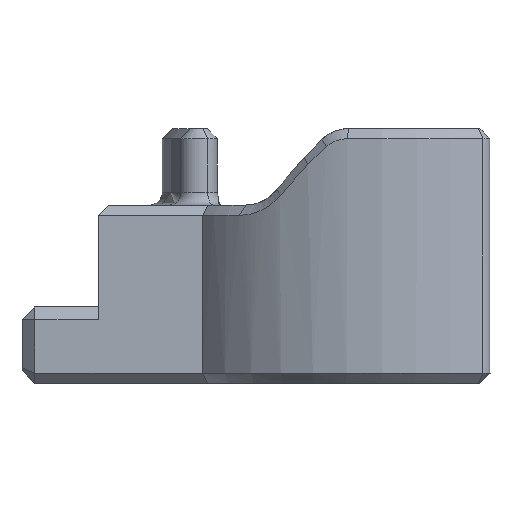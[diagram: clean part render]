
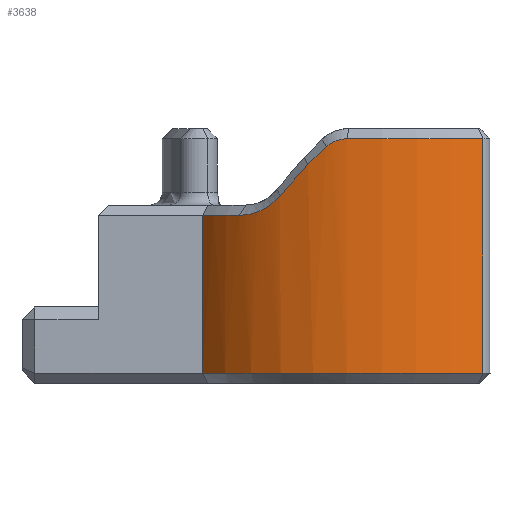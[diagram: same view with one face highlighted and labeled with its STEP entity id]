
A CAD part, front view. The second image highlights one B-rep face of the part: STEP entity #3638.
In plain terms, the highlighted cylindrical face has radius 17.4 mm (diameter 34.8 mm), a partial arc.
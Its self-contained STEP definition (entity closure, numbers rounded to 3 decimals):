
#34 = ORIENTED_EDGE ( 'NONE', *, *, #1958, .T. ) ;
#42 = CARTESIAN_POINT ( 'NONE',  ( -4.054, -16.924, 18.921 ) ) ;
#43 = CARTESIAN_POINT ( 'NONE',  ( -9.573, -14.53, 13.599 ) ) ;
#70 = CARTESIAN_POINT ( 'NONE',  ( -10.358, -13.982, 13.32 ) ) ;
#224 = CARTESIAN_POINT ( 'NONE',  ( -10.895, -13.567, 13.225 ) ) ;
#237 = FACE_OUTER_BOUND ( 'NONE', #5534, .T. ) ;
#303 = CARTESIAN_POINT ( 'NONE',  ( -14.239, -10., 14. ) ) ;
#381 = CARTESIAN_POINT ( 'NONE',  ( -5.037, -16.664, 18.064 ) ) ;
#406 = CARTESIAN_POINT ( 'NONE',  ( -3.491, -17.047, 19.129 ) ) ;
#407 = CARTESIAN_POINT ( 'NONE',  ( -10.68, -13.737, 13.253 ) ) ;
#522 = AXIS2_PLACEMENT_3D ( 'NONE', #5482, #5510, #1360 ) ;
#531 = CARTESIAN_POINT ( 'NONE',  ( -8.129, -15.384, 14.764 ) ) ;
#597 = DIRECTION ( 'NONE',  ( 1., 0., 0. ) ) ;
#733 = VERTEX_POINT ( 'NONE', #3396 ) ;
#844 = CARTESIAN_POINT ( 'NONE',  ( -6.764, -16.053, 16.415 ) ) ;
#873 = CARTESIAN_POINT ( 'NONE',  ( -3.196, -17.105, 19.185 ) ) ;
#875 = CARTESIAN_POINT ( 'NONE',  ( -10.573, -13.819, 13.272 ) ) ;
#909 = CARTESIAN_POINT ( 'NONE',  ( -8.18, -15.357, 14.697 ) ) ;
#910 = CARTESIAN_POINT ( 'NONE',  ( -5.98, -16.34, 17.163 ) ) ;
#941 = CARTESIAN_POINT ( 'NONE',  ( -9.502, -14.576, 13.634 ) ) ;
#989 = VERTEX_POINT ( 'NONE', #1992 ) ;
#996 = CARTESIAN_POINT ( 'NONE',  ( -8.7, -15.07, 14.159 ) ) ;
#1025 = CARTESIAN_POINT ( 'NONE',  ( 7.765, -15.571, 19.2 ) ) ;
#1055 = CARTESIAN_POINT ( 'NONE',  ( -11.21, -13.309, 13.2 ) ) ;
#1066 = ORIENTED_EDGE ( 'NONE', *, *, #2481, .T. ) ;
#1083 = VERTEX_POINT ( 'NONE', #1112 ) ;
#1112 = CARTESIAN_POINT ( 'NONE',  ( 7.765, -15.571, 0.8 ) ) ;
#1183 = CARTESIAN_POINT ( 'NONE',  ( -8.129, -15.384, 14.764 ) ) ;
#1197 = CIRCLE ( 'NONE', #5646, 17.4 ) ;
#1331 = CARTESIAN_POINT ( 'NONE',  ( -2.89, -17.158, 19.2 ) ) ;
#1360 = DIRECTION ( 'NONE',  ( 1., 0., 0. ) ) ;
#1390 = CARTESIAN_POINT ( 'NONE',  ( -8.576, -15.14, 14.269 ) ) ;
#1447 = CARTESIAN_POINT ( 'NONE',  ( -9.998, -14.241, 13.425 ) ) ;
#1477 = CARTESIAN_POINT ( 'NONE',  ( -10.468, -13.899, 13.294 ) ) ;
#1505 = LINE ( 'NONE', #3837, #5666 ) ;
#1569 = CARTESIAN_POINT ( 'NONE',  ( -11.069, -13.426, 13.207 ) ) ;
#1629 = CARTESIAN_POINT ( 'NONE',  ( -11.35, -13.188, 13.2 ) ) ;
#1693 = EDGE_CURVE ( 'NONE', #3987, #989, #3102, .T. ) ;
#1808 = EDGE_CURVE ( 'NONE', #1991, #3576, #4494, .T. ) ;
#1819 = CARTESIAN_POINT ( 'NONE',  ( -10.036, -14.214, 13.413 ) ) ;
#1837 = ORIENTED_EDGE ( 'NONE', *, *, #4961, .T. ) ;
#1877 = CARTESIAN_POINT ( 'NONE',  ( -9.713, -14.437, 13.535 ) ) ;
#1908 = CARTESIAN_POINT ( 'NONE',  ( -9.397, -14.645, 13.687 ) ) ;
#1958 = EDGE_CURVE ( 'NONE', #3576, #3987, #3393, .T. ) ;
#1991 = VERTEX_POINT ( 'NONE', #1025 ) ;
#1992 = CARTESIAN_POINT ( 'NONE',  ( -5.98, -16.34, 17.163 ) ) ;
#2159 = B_SPLINE_CURVE_WITH_KNOTS ( 'NONE', 3,
 ( #531, #909, #3726, #4211, #2304, #1390, #996, #3238, #5967, #2816, #2393, #5099, #4661, #1908, #941, #43, #4635, #1877, #5574, #5601, #1447, #1819, #3298, #4239, #70, #3780, #1477, #875, #407, #2274, #3454, #224, #1569, #1055, #1629 ),
 .UNSPECIFIED., .F., .F.,
 ( 4, 2, 2, 2, 1, 2, 2, 1, 2, 2, 1, 2, 2, 1, 2, 2, 1, 2, 2, 4 ),
 ( 0., 0.063, 0.125, 0.25, 0.313, 0.344, 0.375, 0.438, 0.469, 0.5, 0.563, 0.594, 0.625, 0.688, 0.719, 0.75, 0.813, 0.844, 0.875, 1. ),
 .UNSPECIFIED. ) ;
#2264 = B_SPLINE_CURVE_WITH_KNOTS ( 'NONE', 3,
 ( #910, #844, #2693, #2666 ),
 .UNSPECIFIED., .F., .F.,
 ( 4, 4 ),
 ( 0., 1. ),
 .UNSPECIFIED. ) ;
#2274 = CARTESIAN_POINT ( 'NONE',  ( -10.787, -13.653, 13.238 ) ) ;
#2288 = ORIENTED_EDGE ( 'NONE', *, *, #2546, .T. ) ;
#2304 = CARTESIAN_POINT ( 'NONE',  ( -8.402, -15.237, 14.443 ) ) ;
#2330 = DIRECTION ( 'NONE',  ( 1., 0., 0. ) ) ;
#2392 = CARTESIAN_POINT ( 'NONE',  ( -3.634, -17.017, 19.087 ) ) ;
#2393 = CARTESIAN_POINT ( 'NONE',  ( -9.158, -14.795, 13.827 ) ) ;
#2481 = EDGE_CURVE ( 'NONE', #3823, #1083, #1197, .T. ) ;
#2546 = EDGE_CURVE ( 'NONE', #3905, #733, #2159, .T. ) ;
#2666 = CARTESIAN_POINT ( 'NONE',  ( -8.129, -15.384, 14.764 ) ) ;
#2693 = CARTESIAN_POINT ( 'NONE',  ( -7.48, -15.727, 15.615 ) ) ;
#2775 = ORIENTED_EDGE ( 'NONE', *, *, #3942, .T. ) ;
#2816 = CARTESIAN_POINT ( 'NONE',  ( -9.09, -14.837, 13.871 ) ) ;
#3102 = B_SPLINE_CURVE_WITH_KNOTS ( 'NONE', 3,
 ( #4555, #381, #4092, #5941 ),
 .UNSPECIFIED., .F., .F.,
 ( 4, 4 ),
 ( 0., 1. ),
 .UNSPECIFIED. ) ;
#3133 = DIRECTION ( 'NONE',  ( 0., 0., -1. ) ) ;
#3137 = EDGE_CURVE ( 'NONE', #3229, #3823, #5318, .T. ) ;
#3193 = CARTESIAN_POINT ( 'NONE',  ( -14.239, -10., 13.2 ) ) ;
#3206 = CARTESIAN_POINT ( 'NONE',  ( 0., 0., 0.8 ) ) ;
#3229 = VERTEX_POINT ( 'NONE', #3193 ) ;
#3238 = CARTESIAN_POINT ( 'NONE',  ( -8.891, -14.957, 14.009 ) ) ;
#3298 = CARTESIAN_POINT ( 'NONE',  ( -10.142, -14.139, 13.378 ) ) ;
#3324 = CARTESIAN_POINT ( 'NONE',  ( -4.521, -16.802, 18.556 ) ) ;
#3330 = DIRECTION ( 'NONE',  ( 0., 0., 1. ) ) ;
#3357 = DIRECTION ( 'NONE',  ( 0., 0., 1. ) ) ;
#3393 = B_SPLINE_CURVE_WITH_KNOTS ( 'NONE', 3,
 ( #1331, #5031, #873, #406, #2392, #42, #4722, #5506 ),
 .UNSPECIFIED., .F., .F.,
 ( 4, 2, 2, 4 ),
 ( 0., 0.25, 0.5, 1. ),
 .UNSPECIFIED. ) ;
#3396 = CARTESIAN_POINT ( 'NONE',  ( -11.35, -13.188, 13.2 ) ) ;
#3454 = CARTESIAN_POINT ( 'NONE',  ( -10.858, -13.596, 13.229 ) ) ;
#3490 = DIRECTION ( 'NONE',  ( 0., 0., -1. ) ) ;
#3576 = VERTEX_POINT ( 'NONE', #5312 ) ;
#3638 = ADVANCED_FACE ( 'NONE', ( #237 ), #4378, .T. ) ;
#3647 = ORIENTED_EDGE ( 'NONE', *, *, #3137, .T. ) ;
#3726 = CARTESIAN_POINT ( 'NONE',  ( -8.234, -15.329, 14.632 ) ) ;
#3780 = CARTESIAN_POINT ( 'NONE',  ( -10.43, -13.928, 13.303 ) ) ;
#3823 = VERTEX_POINT ( 'NONE', #5580 ) ;
#3837 = CARTESIAN_POINT ( 'NONE',  ( 7.765, -15.571, 14. ) ) ;
#3905 = VERTEX_POINT ( 'NONE', #1183 ) ;
#3935 = ORIENTED_EDGE ( 'NONE', *, *, #1693, .T. ) ;
#3942 = EDGE_CURVE ( 'NONE', #733, #3229, #5280, .T. ) ;
#3987 = VERTEX_POINT ( 'NONE', #3324 ) ;
#4035 = EDGE_CURVE ( 'NONE', #989, #3905, #2264, .T. ) ;
#4092 = CARTESIAN_POINT ( 'NONE',  ( -5.523, -16.507, 17.599 ) ) ;
#4211 = CARTESIAN_POINT ( 'NONE',  ( -8.344, -15.269, 14.506 ) ) ;
#4239 = CARTESIAN_POINT ( 'NONE',  ( -10.249, -14.062, 13.347 ) ) ;
#4309 = DIRECTION ( 'NONE',  ( 0., 0., -1. ) ) ;
#4378 = CYLINDRICAL_SURFACE ( 'NONE', #5464, 17.4 ) ;
#4436 = CARTESIAN_POINT ( 'NONE',  ( 0., 0., 14. ) ) ;
#4494 = CIRCLE ( 'NONE', #5450, 17.4 ) ;
#4555 = CARTESIAN_POINT ( 'NONE',  ( -4.521, -16.802, 18.556 ) ) ;
#4635 = CARTESIAN_POINT ( 'NONE',  ( -9.609, -14.506, 13.582 ) ) ;
#4661 = CARTESIAN_POINT ( 'NONE',  ( -9.295, -14.71, 13.744 ) ) ;
#4722 = CARTESIAN_POINT ( 'NONE',  ( -4.307, -16.86, 18.759 ) ) ;
#4961 = EDGE_CURVE ( 'NONE', #1083, #1991, #1505, .T. ) ;
#5031 = CARTESIAN_POINT ( 'NONE',  ( -3.043, -17.133, 19.2 ) ) ;
#5084 = ORIENTED_EDGE ( 'NONE', *, *, #1808, .T. ) ;
#5099 = CARTESIAN_POINT ( 'NONE',  ( -9.194, -14.773, 13.805 ) ) ;
#5176 = VECTOR ( 'NONE', #3133, 1000. ) ;
#5280 = CIRCLE ( 'NONE', #522, 17.4 ) ;
#5312 = CARTESIAN_POINT ( 'NONE',  ( -2.89, -17.158, 19.2 ) ) ;
#5318 = LINE ( 'NONE', #303, #5176 ) ;
#5340 = DIRECTION ( 'NONE',  ( -1., 0., 0. ) ) ;
#5450 = AXIS2_PLACEMENT_3D ( 'NONE', #5784, #4309, #597 ) ;
#5464 = AXIS2_PLACEMENT_3D ( 'NONE', #4436, #3490, #5340 ) ;
#5482 = CARTESIAN_POINT ( 'NONE',  ( 0., 0., 13.2 ) ) ;
#5506 = CARTESIAN_POINT ( 'NONE',  ( -4.521, -16.802, 18.556 ) ) ;
#5510 = DIRECTION ( 'NONE',  ( 0., 0., -1. ) ) ;
#5534 = EDGE_LOOP ( 'NONE', ( #2288, #2775, #3647, #1066, #1837, #5084, #34, #3935, #5930 ) ) ;
#5574 = CARTESIAN_POINT ( 'NONE',  ( -9.819, -14.365, 13.491 ) ) ;
#5580 = CARTESIAN_POINT ( 'NONE',  ( -14.239, -10., 0.8 ) ) ;
#5601 = CARTESIAN_POINT ( 'NONE',  ( -9.926, -14.291, 13.451 ) ) ;
#5646 = AXIS2_PLACEMENT_3D ( 'NONE', #3206, #3330, #2330 ) ;
#5666 = VECTOR ( 'NONE', #3357, 1000. ) ;
#5784 = CARTESIAN_POINT ( 'NONE',  ( 0., 0., 19.2 ) ) ;
#5930 = ORIENTED_EDGE ( 'NONE', *, *, #4035, .T. ) ;
#5941 = CARTESIAN_POINT ( 'NONE',  ( -5.98, -16.34, 17.163 ) ) ;
#5967 = CARTESIAN_POINT ( 'NONE',  ( -8.989, -14.898, 13.938 ) ) ;
